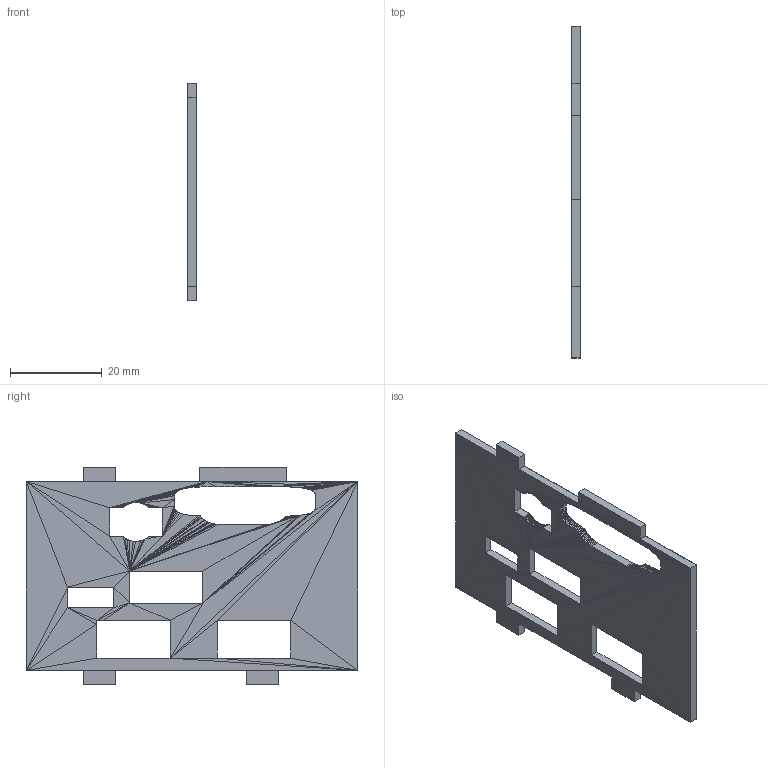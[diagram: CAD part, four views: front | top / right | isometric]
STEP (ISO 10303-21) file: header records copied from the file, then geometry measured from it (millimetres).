
FILE_DESCRIPTION(('FreeCAD Model'),'2;1');
FILE_NAME('Open CASCADE Shape Model','2024-08-27T23:23:26',(''),(''), 'Open CASCADE STEP processor 7.6','FreeCAD','Unknown');
FILE_SCHEMA(('AUTOMOTIVE_DESIGN { 1 0 10303 214 1 1 1 1 }'));
Length unit declared in the file: millimetre
Products named in the file (1): PowerPanel001 (Solid)001
Bounding box: 1.82 x 72.5 x 47.58 mm (x, y, z)
Volume: 4316 mm3; surface area: 5755.4 mm2
Topology: 1 solids, 1 shells, 1064 faces, 2176 edges, 1102 vertices
Faces by surface type: plane 1064
Entity records: 25978 total; most frequent: ORIENTED_EDGE 4352, CARTESIAN_POINT 4343, DIRECTION 4306, EDGE_CURVE 2176, LINE 2176, VECTOR 2176, VERTEX_POINT 1102, AXIS2_PLACEMENT_3D 1065
